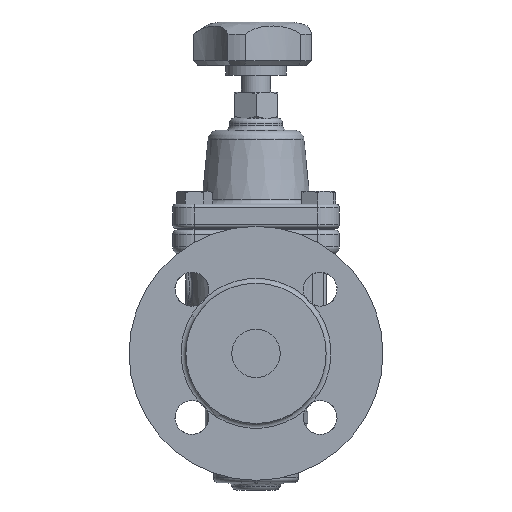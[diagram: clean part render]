
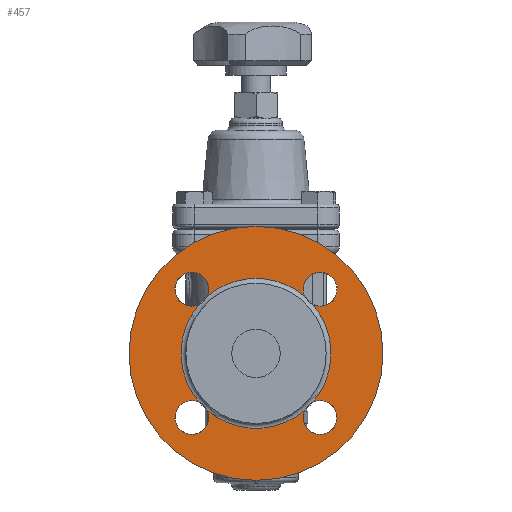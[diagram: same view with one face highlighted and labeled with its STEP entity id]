
A CAD part, left-side view. The second image highlights one B-rep face of the part: STEP entity #457.
In plain terms, the highlighted planar face has unit normal (-1, 0, 0).
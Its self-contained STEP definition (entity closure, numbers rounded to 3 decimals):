
#73=CARTESIAN_POINT('',(-75.,-20.188,80.026));
#74=VERTEX_POINT('',#73);
#75=CARTESIAN_POINT('',(-75.,-23.526,76.688));
#76=VERTEX_POINT('',#75);
#110=CARTESIAN_POINT('',(-75.0,-26.517,83.017));
#111=DIRECTION('',(1.0,0.0,0.0));
#112=DIRECTION('',(0.0,1.0,0.0));
#113=AXIS2_PLACEMENT_3D('',#110,#111,#112);
#114=CIRCLE('',#113,7.);
#115=EDGE_CURVE('',#74,#76,#114,.T.);
#126=CARTESIAN_POINT('',(-75.,-23.526,36.312));
#127=VERTEX_POINT('',#126);
#128=CARTESIAN_POINT('',(-75.,-20.188,32.974));
#129=VERTEX_POINT('',#128);
#163=CARTESIAN_POINT('',(-75.0,-26.517,29.983));
#164=DIRECTION('',(1.0,0.0,0.0));
#165=DIRECTION('',(0.0,0.0,1.0));
#166=AXIS2_PLACEMENT_3D('',#163,#164,#165);
#167=CIRCLE('',#166,7.);
#168=EDGE_CURVE('',#127,#129,#167,.T.);
#179=CARTESIAN_POINT('',(-75.,20.188,32.974));
#180=VERTEX_POINT('',#179);
#181=CARTESIAN_POINT('',(-75.,23.526,36.312));
#182=VERTEX_POINT('',#181);
#216=CARTESIAN_POINT('',(-75.0,26.517,29.983));
#217=DIRECTION('',(1.0,0.0,0.0));
#218=DIRECTION('',(0.0,-1.0,0.0));
#219=AXIS2_PLACEMENT_3D('',#216,#217,#218);
#220=CIRCLE('',#219,7.);
#221=EDGE_CURVE('',#180,#182,#220,.T.);
#232=CARTESIAN_POINT('',(-75.,23.526,76.688));
#233=VERTEX_POINT('',#232);
#234=CARTESIAN_POINT('',(-75.,20.188,80.026));
#235=VERTEX_POINT('',#234);
#269=CARTESIAN_POINT('',(-75.0,26.517,83.017));
#270=DIRECTION('',(1.0,0.0,0.0));
#271=DIRECTION('',(0.0,0.0,-1.0));
#272=AXIS2_PLACEMENT_3D('',#269,#270,#271);
#273=CIRCLE('',#272,7.);
#274=EDGE_CURVE('',#233,#235,#273,.T.);
#341=CARTESIAN_POINT('',(-75.0,0.0,109.));
#342=VERTEX_POINT('',#341);
#343=CARTESIAN_POINT('',(-75.0,0.0,56.5));
#344=DIRECTION('',(-1.0,0.0,0.0));
#345=DIRECTION('',(0.0,0.0,1.0));
#346=AXIS2_PLACEMENT_3D('',#343,#344,#345);
#347=CIRCLE('',#346,52.5);
#348=EDGE_CURVE('',#342,#342,#347,.T.);
#404=CARTESIAN_POINT('',(-75.0,0.0,56.5));
#405=DIRECTION('',(1.0,0.0,0.0));
#406=DIRECTION('',(0.0,0.0,-1.0));
#407=AXIS2_PLACEMENT_3D('',#404,#405,#406);
#408=CIRCLE('',#407,31.);
#409=EDGE_CURVE('',#235,#74,#408,.T.);
#412=CARTESIAN_POINT('',(-75.0,0.0,56.5));
#413=DIRECTION('',(1.0,0.0,0.0));
#414=DIRECTION('',(0.0,0.0,-1.0));
#415=AXIS2_PLACEMENT_3D('',#412,#413,#414);
#416=CIRCLE('',#415,31.);
#417=EDGE_CURVE('',#182,#233,#416,.T.);
#420=CARTESIAN_POINT('',(-75.0,0.0,56.5));
#421=DIRECTION('',(1.0,0.0,0.0));
#422=DIRECTION('',(0.0,0.0,-1.0));
#423=AXIS2_PLACEMENT_3D('',#420,#421,#422);
#424=CIRCLE('',#423,31.);
#425=EDGE_CURVE('',#129,#180,#424,.T.);
#428=CARTESIAN_POINT('',(-75.0,0.0,56.5));
#429=DIRECTION('',(1.0,0.0,0.0));
#430=DIRECTION('',(0.0,0.0,-1.0));
#431=AXIS2_PLACEMENT_3D('',#428,#429,#430);
#432=CIRCLE('',#431,31.);
#433=EDGE_CURVE('',#76,#127,#432,.T.);
#439=CARTESIAN_POINT('',(-75.0,0.0,97.25));
#440=DIRECTION('',(1.0,0.0,0.0));
#441=DIRECTION('',(0.0,0.0,-1.0));
#442=AXIS2_PLACEMENT_3D('',#439,#440,#441);
#443=PLANE('',#442);
#444=ORIENTED_EDGE('',*,*,#348,.T.);
#445=EDGE_LOOP('',(#444));
#446=FACE_OUTER_BOUND('',#445,.T.);
#447=ORIENTED_EDGE('',*,*,#115,.T.);
#448=ORIENTED_EDGE('',*,*,#433,.T.);
#449=ORIENTED_EDGE('',*,*,#168,.T.);
#450=ORIENTED_EDGE('',*,*,#425,.T.);
#451=ORIENTED_EDGE('',*,*,#221,.T.);
#452=ORIENTED_EDGE('',*,*,#417,.T.);
#453=ORIENTED_EDGE('',*,*,#274,.T.);
#454=ORIENTED_EDGE('',*,*,#409,.T.);
#455=EDGE_LOOP('',(#447,#448,#449,#450,#451,#452,#453,#454));
#456=FACE_BOUND('',#455,.T.);
#457=ADVANCED_FACE('',(#446,#456),#443,.F.);
